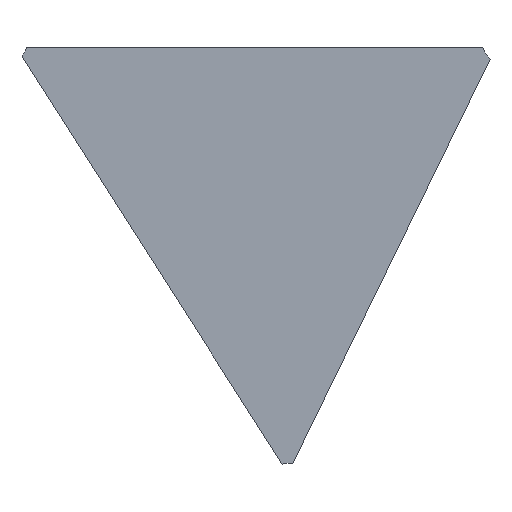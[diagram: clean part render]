
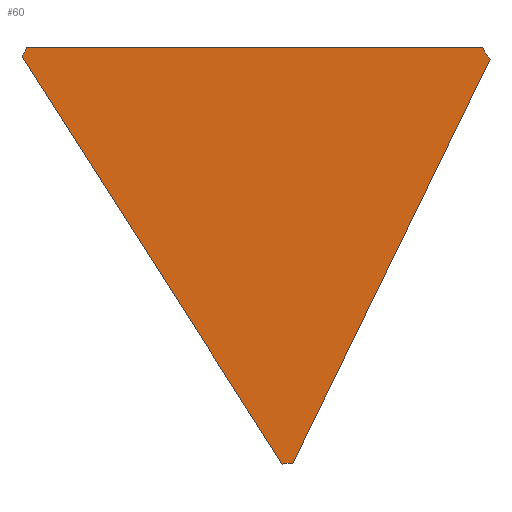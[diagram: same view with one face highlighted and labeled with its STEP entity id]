
A CAD part, front view. The second image highlights one B-rep face of the part: STEP entity #60.
In plain terms, the highlighted planar face has unit normal (0, -1, 0).
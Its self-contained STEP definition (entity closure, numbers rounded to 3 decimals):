
#3 = CIRCLE ( 'NONE', #177, 90. ) ;
#9 = AXIS2_PLACEMENT_3D ( 'NONE', #106, #84, #224 ) ;
#10 = DIRECTION ( 'NONE',  ( 0., 0., 1. ) ) ;
#12 = CARTESIAN_POINT ( 'NONE',  ( 609.539, 0., 389.083 ) ) ;
#16 = DIRECTION ( 'NONE',  ( 0., 0., 1. ) ) ;
#32 = CARTESIAN_POINT ( 'NONE',  ( 0., 0., -770.113 ) ) ;
#33 = PLANE ( 'NONE',  #126 ) ;
#37 = EDGE_CURVE ( 'NONE', #263, #199, #132, .T. ) ;
#45 = CARTESIAN_POINT ( 'NONE',  ( -797.391, 0., 389.083 ) ) ;
#49 = CIRCLE ( 'NONE', #184, 90. ) ;
#50 = VERTEX_POINT ( 'NONE', #32 ) ;
#56 = EDGE_LOOP ( 'NONE', ( #213, #145, #285, #268, #195, #267, #217 ) ) ;
#60 = ADVANCED_FACE ( 'NONE', ( #129 ), #33, .T. ) ;
#70 = CARTESIAN_POINT ( 'NONE',  ( -712.899, 0., 358.083 ) ) ;
#71 = AXIS2_PLACEMENT_3D ( 'NONE', #45, #136, #190 ) ;
#84 = DIRECTION ( 'NONE',  ( 0., 1., 0. ) ) ;
#85 = DIRECTION ( 'NONE',  ( 1., 0., 0. ) ) ;
#90 = CARTESIAN_POINT ( 'NONE',  ( 559.919, 0., 358.083 ) ) ;
#91 = DIRECTION ( 'NONE',  ( -0.538, 0., 0.843 ) ) ;
#95 = VERTEX_POINT ( 'NONE', #255 ) ;
#102 = VECTOR ( 'NONE', #91, 1000. ) ;
#104 = DIRECTION ( 'NONE',  ( 0., -1., 0. ) ) ;
#106 = CARTESIAN_POINT ( 'NONE',  ( 0., 0., -860.113 ) ) ;
#108 = CARTESIAN_POINT ( 'NONE',  ( 0., 0., 0. ) ) ;
#112 = VECTOR ( 'NONE', #85, 1000. ) ;
#114 = DIRECTION ( 'NONE',  ( 0., 1., 0. ) ) ;
#126 = AXIS2_PLACEMENT_3D ( 'NONE', #108, #104, #249 ) ;
#129 = FACE_OUTER_BOUND ( 'NONE', #56, .T. ) ;
#132 = LINE ( 'NONE', #180, #112 ) ;
#134 = EDGE_CURVE ( 'NONE', #50, #95, #251, .T. ) ;
#136 = DIRECTION ( 'NONE',  ( 0., 1., 0. ) ) ;
#145 = ORIENTED_EDGE ( 'NONE', *, *, #188, .F. ) ;
#156 = EDGE_CURVE ( 'NONE', #173, #199, #49, .T. ) ;
#161 = CARTESIAN_POINT ( 'NONE',  ( 525.046, 0., 358.083 ) ) ;
#162 = CARTESIAN_POINT ( 'NONE',  ( 0., 0., -860.113 ) ) ;
#165 = VERTEX_POINT ( 'NONE', #296 ) ;
#173 = VERTEX_POINT ( 'NONE', #306 ) ;
#177 = AXIS2_PLACEMENT_3D ( 'NONE', #162, #114, #16 ) ;
#180 = CARTESIAN_POINT ( 'NONE',  ( -740.826, 0., 358.083 ) ) ;
#182 = EDGE_CURVE ( 'NONE', #173, #95, #237, .T. ) ;
#184 = AXIS2_PLACEMENT_3D ( 'NONE', #12, #222, #10 ) ;
#185 = CARTESIAN_POINT ( 'NONE',  ( -3.616, 0., -796.833 ) ) ;
#188 = EDGE_CURVE ( 'NONE', #165, #288, #230, .T. ) ;
#190 = DIRECTION ( 'NONE',  ( 0., 0., 1. ) ) ;
#195 = ORIENTED_EDGE ( 'NONE', *, *, #182, .F. ) ;
#199 = VERTEX_POINT ( 'NONE', #161 ) ;
#213 = ORIENTED_EDGE ( 'NONE', *, *, #238, .T. ) ;
#217 = ORIENTED_EDGE ( 'NONE', *, *, #37, .F. ) ;
#222 = DIRECTION ( 'NONE',  ( 0., 1., 0. ) ) ;
#224 = DIRECTION ( 'NONE',  ( 0., 0., 1. ) ) ;
#230 = LINE ( 'NONE', #185, #102 ) ;
#231 = CARTESIAN_POINT ( 'NONE',  ( -725.8, 0., 334.543 ) ) ;
#237 = LINE ( 'NONE', #90, #264 ) ;
#238 = EDGE_CURVE ( 'NONE', #263, #288, #269, .T. ) ;
#249 = DIRECTION ( 'NONE',  ( 0., 0., -1. ) ) ;
#251 = CIRCLE ( 'NONE', #9, 90. ) ;
#255 = CARTESIAN_POINT ( 'NONE',  ( 9.192, 0., -770.584 ) ) ;
#263 = VERTEX_POINT ( 'NONE', #70 ) ;
#264 = VECTOR ( 'NONE', #283, 1000. ) ;
#267 = ORIENTED_EDGE ( 'NONE', *, *, #156, .T. ) ;
#268 = ORIENTED_EDGE ( 'NONE', *, *, #134, .T. ) ;
#269 = CIRCLE ( 'NONE', #71, 90. ) ;
#283 = DIRECTION ( 'NONE',  ( -0.439, 0., -0.899 ) ) ;
#285 = ORIENTED_EDGE ( 'NONE', *, *, #293, .T. ) ;
#288 = VERTEX_POINT ( 'NONE', #231 ) ;
#293 = EDGE_CURVE ( 'NONE', #165, #50, #3, .T. ) ;
#296 = CARTESIAN_POINT ( 'NONE',  ( -19.331, 0., -772.214 ) ) ;
#306 = CARTESIAN_POINT ( 'NONE',  ( 544.626, 0., 326.742 ) ) ;
